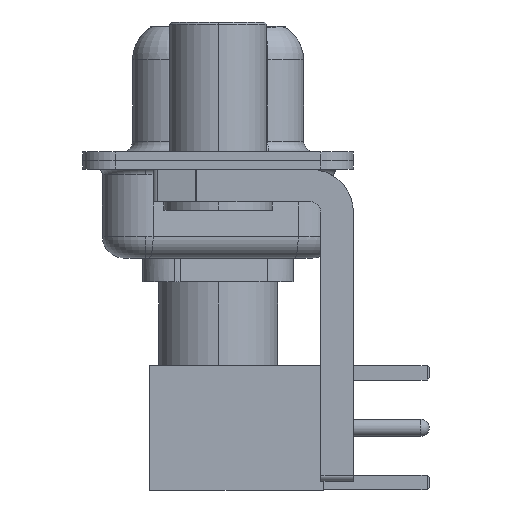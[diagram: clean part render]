
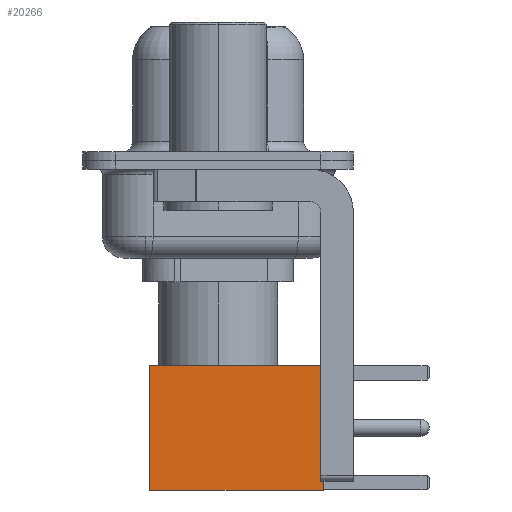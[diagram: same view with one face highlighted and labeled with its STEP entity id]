
A CAD part, left-side view. The second image highlights one B-rep face of the part: STEP entity #20266.
In plain terms, the highlighted face is planar.
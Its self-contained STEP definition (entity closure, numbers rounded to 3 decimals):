
#70 = VERTEX_POINT ( 'NONE', #8714 ) ;
#3104 = DIRECTION ( 'NONE',  ( 0., 1., 0. ) ) ;
#3195 = FACE_OUTER_BOUND ( 'NONE', #13489, .T. ) ;
#3465 = LINE ( 'NONE', #8137, #15078 ) ;
#3709 = VECTOR ( 'NONE', #12541, 1000. ) ;
#4268 = DIRECTION ( 'NONE',  ( 0., 0., -1. ) ) ;
#4949 = DIRECTION ( 'NONE',  ( 0., 0., -1. ) ) ;
#5410 = ORIENTED_EDGE ( 'NONE', *, *, #19528, .F. ) ;
#5815 = VECTOR ( 'NONE', #11813, 1000. ) ;
#6027 = CARTESIAN_POINT ( 'NONE',  ( 0., 2.875, 8. ) ) ;
#6198 = ORIENTED_EDGE ( 'NONE', *, *, #7633, .F. ) ;
#6377 = CARTESIAN_POINT ( 'NONE',  ( 2.875, 2.875, 8. ) ) ;
#6995 = CARTESIAN_POINT ( 'NONE',  ( 0., 2.875, 0. ) ) ;
#7356 = LINE ( 'NONE', #18794, #20230 ) ;
#7633 = EDGE_CURVE ( 'NONE', #13901, #16779, #3465, .T. ) ;
#8137 = CARTESIAN_POINT ( 'NONE',  ( -2.875, 2.875, 0. ) ) ;
#8714 = CARTESIAN_POINT ( 'NONE',  ( 2.875, 2.875, 0. ) ) ;
#9684 = DIRECTION ( 'NONE',  ( 0., 0., 1. ) ) ;
#10083 = LINE ( 'NONE', #6995, #5815 ) ;
#11042 = LINE ( 'NONE', #6027, #3709 ) ;
#11413 = EDGE_CURVE ( 'NONE', #11967, #70, #7356, .T. ) ;
#11813 = DIRECTION ( 'NONE',  ( -1., 0., 0. ) ) ;
#11967 = VERTEX_POINT ( 'NONE', #6377 ) ;
#12541 = DIRECTION ( 'NONE',  ( -1., 0., 0. ) ) ;
#12706 = CARTESIAN_POINT ( 'NONE',  ( -2.875, 2.875, 0. ) ) ;
#13489 = EDGE_LOOP ( 'NONE', ( #13570, #15690, #6198, #5410 ) ) ;
#13570 = ORIENTED_EDGE ( 'NONE', *, *, #11413, .T. ) ;
#13901 = VERTEX_POINT ( 'NONE', #19985 ) ;
#14146 = CARTESIAN_POINT ( 'NONE',  ( 2.875, 2.875, 0. ) ) ;
#15078 = VECTOR ( 'NONE', #4949, 1000. ) ;
#15690 = ORIENTED_EDGE ( 'NONE', *, *, #17191, .T. ) ;
#16779 = VERTEX_POINT ( 'NONE', #12706 ) ;
#17191 = EDGE_CURVE ( 'NONE', #70, #16779, #10083, .T. ) ;
#17261 = AXIS2_PLACEMENT_3D ( 'NONE', #14146, #3104, #9684 ) ;
#17624 = PLANE ( 'NONE',  #17261 ) ;
#18794 = CARTESIAN_POINT ( 'NONE',  ( 2.875, 2.875, 0. ) ) ;
#19528 = EDGE_CURVE ( 'NONE', #11967, #13901, #11042, .T. ) ;
#19985 = CARTESIAN_POINT ( 'NONE',  ( -2.875, 2.875, 8. ) ) ;
#20230 = VECTOR ( 'NONE', #4268, 1000. ) ;
#20266 = ADVANCED_FACE ( 'NONE', ( #3195 ), #17624, .T. ) ;
